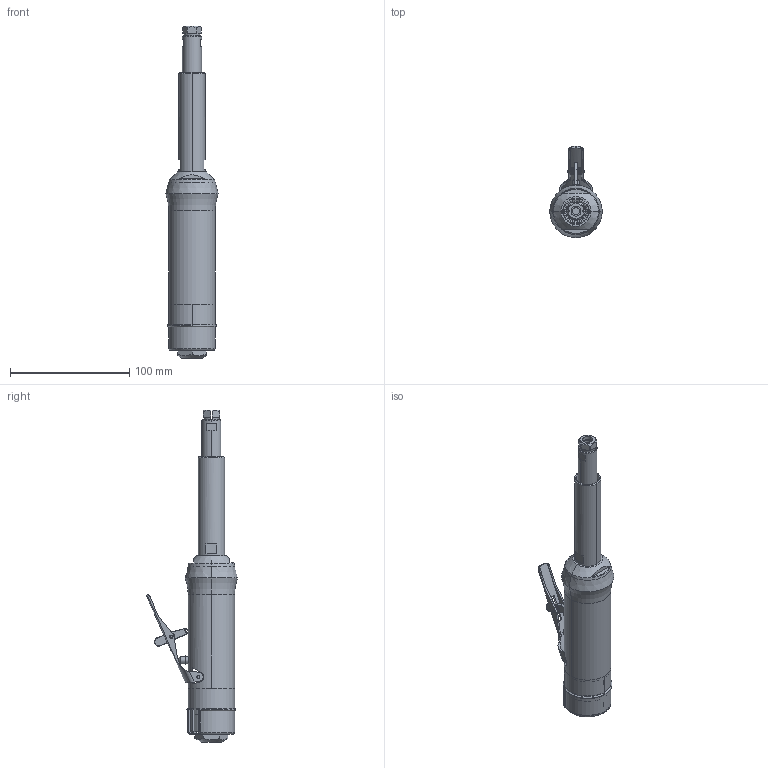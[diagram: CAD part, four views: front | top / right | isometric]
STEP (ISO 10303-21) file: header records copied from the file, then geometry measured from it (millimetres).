
FILE_DESCRIPTION((''),'2;1');
FILE_NAME('TMP155518_SW','2011-03-04T',('tooextcsr'),(''),'PRO/ENGINEER BY PARAMETRIC TECHNOLOGY CORPORATION, 2008310','PRO/ENGINEER BY PARAMETRIC TECHNOLOGY CORPORATION, 2008310','');
FILE_SCHEMA(('CONFIG_CONTROL_DESIGN', 'GEOMETRIC_VALIDATION_PROPERTIES_MIM'));
Length unit declared in the file: millimetre
Products named in the file (1): TMP155518_SW
Bounding box: 44 x 76.59 x 278.5 mm (x, y, z)
Surface area: 40964.8 mm2 (no closed solid volume)
Topology: 0 solids, 28 shells, 213 faces, 739 edges, 534 vertices
Faces by surface type: plane 82, cylinder 73, cone 22, torus 18, bspline 16, sphere 2
Entity records: 13934 total; most frequent: CARTESIAN_POINT 6221, DIRECTION 1216, ORIENTED_EDGE 1104, EDGE_CURVE 737, VERTEX_POINT 534, AXIS2_PLACEMENT_3D 453, VECTOR 310, LINE 310
